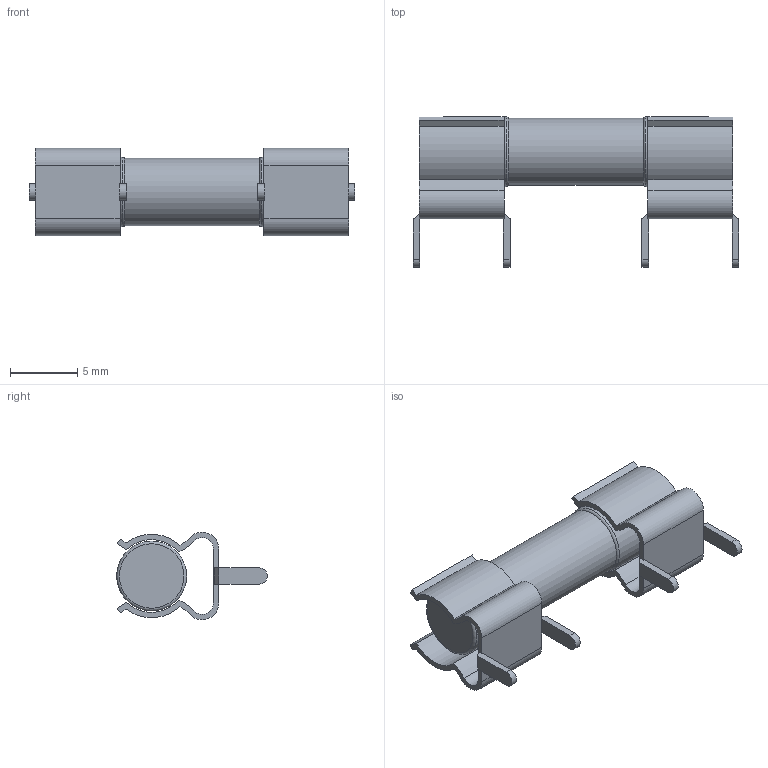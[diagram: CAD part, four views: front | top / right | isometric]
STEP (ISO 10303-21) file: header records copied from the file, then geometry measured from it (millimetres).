
FILE_DESCRIPTION(/* description */ (''),/* implementation_level */ '2;1');
FILE_NAME(/* name */ 'FUC-03A.step',/* time_stamp */ '2020-08-02T14:32:40+09:00',/* author */ (''),/* organization */ (''),/* preprocessor_version */ 'ST-DEVELOPER v18.1',/* originating_system */ 'Autodesk Translation Framework v9.3.0.1241',/* authorisation */ '');
FILE_SCHEMA (('AUTOMOTIVE_DESIGN { 1 0 10303 214 3 1 1 }'));
Length unit declared in the file: millimetre
Products named in the file (3): Fuse; MF51NR; FUC-03A
Assembly tree (3 placements, depth 2):
  Fuse
    MF51NR
    FUC-03A  x2
Bounding box: 24.2 x 11.2 x 6.5 mm (x, y, z)
Volume: 524.9 mm3; surface area: 1073.1 mm2
Topology: 5 solids, 5 shells, 81 faces, 209 edges, 138 vertices
Faces by surface type: plane 46, cylinder 31, torus 4
Full cylindrical faces by diameter (mm): 5 x1, 5.2 x2
Entity records: 1482 total; most frequent: DIRECTION 261, CARTESIAN_POINT 240, ORIENTED_EDGE 226, EDGE_CURVE 113, AXIS2_PLACEMENT_3D 95, VERTEX_POINT 74, LINE 71, VECTOR 71
